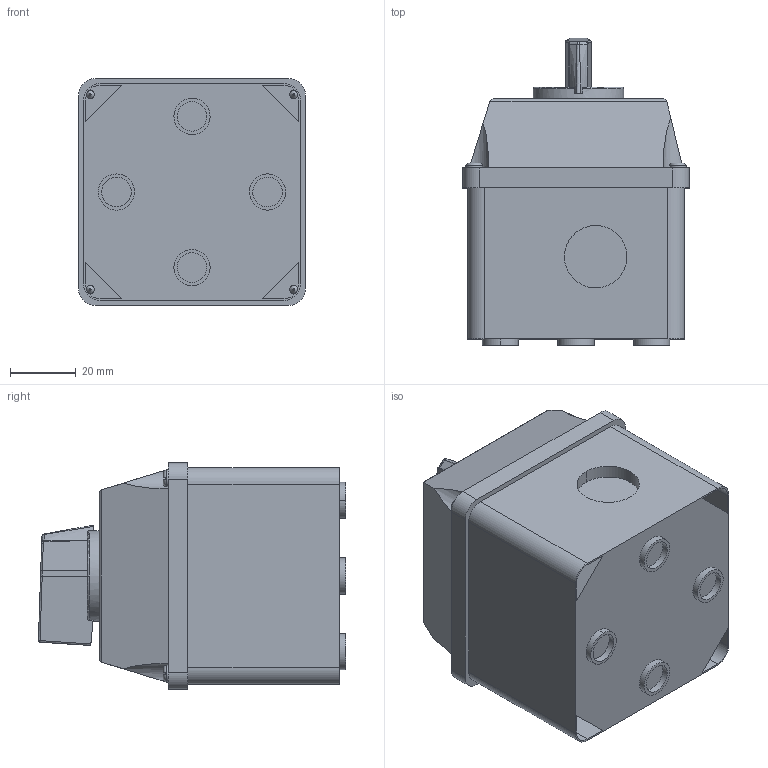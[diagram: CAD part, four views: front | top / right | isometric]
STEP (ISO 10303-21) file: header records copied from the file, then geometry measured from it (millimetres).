
FILE_DESCRIPTION(('TFLEX Exchange Step'),'2;1');
FILE_NAME('4G20 - 1корпус.stp', '2024-06-17T16:43:13+03:00',('nikolaeva'),('Unknown organisation'),'TFLEX Exchange 2019.0','T-FLEX CAD','Unknown authorisation');
FILE_SCHEMA( ('AUTOMOTIVE_DESIGN { 1 0 10303 214 1 1 1 1 }') );
Length unit declared in the file: millimetre
Products named in the file (1): BUFFER:00000045BC9FC840 
Bounding box: 69 x 93.55 x 69 mm (x, y, z)
Volume: 191298.4 mm3; surface area: 81492.2 mm2
Topology: 10 solids, 314 shells, 891 faces, 3095 edges, 2524 vertices
Faces by surface type: plane 446, cylinder 319, torus 49, cone 38, sphere 26, bspline 13
Full cylindrical faces by diameter (mm): 2.5 x1, 3 x4, 4.5 x1, 5 x4, 9 x1, 10.5 x1, 11 x1, 27.6 x1, 38 x1
Entity records: 49724 total; most frequent: CARTESIAN_POINT 28263, ORIENTED_EDGE 4698, EDGE_CURVE 3086, B_SPLINE_CURVE_WITH_KNOTS 3085, VERTEX_POINT 2529, DIRECTION 1757, EDGE_LOOP 969, FACE_BOUND 969
